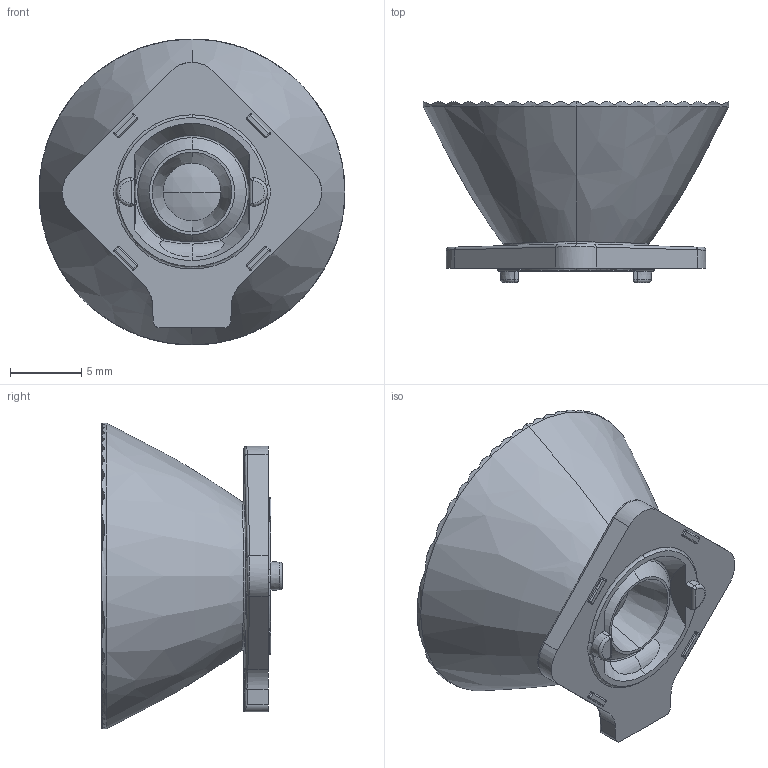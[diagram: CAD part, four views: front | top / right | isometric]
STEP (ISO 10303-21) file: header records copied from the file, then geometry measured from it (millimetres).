
FILE_DESCRIPTION (( 'STEP AP214' ), '1' );
FILE_NAME ('Ëèíçà ÀÌÒ-HB-D21-3535-13õ40_ÃÌ.STEP', '2024-08-14T09:39:10', ( '' ), ( '' ), 'SwSTEP 2.0', 'SolidWorks 2019', '' );
FILE_SCHEMA (( 'AUTOMOTIVE_DESIGN' ));
Length unit declared in the file: millimetre
Products named in the file (1): Ëèíçà ÀÌÒ-HB-D21-3535-13õ40_ÃÌ
Bounding box: 21.4 x 12.65 x 21.4 mm (x, y, z)
Volume: 2282.4 mm3; surface area: 1505.8 mm2
Topology: 1 solids, 1 shells, 251 faces, 639 edges, 397 vertices
Faces by surface type: cylinder 87, bspline 75, plane 38, sphere 22, torus 16, cone 13
Entity records: 11296 total; most frequent: CARTESIAN_POINT 4943, ORIENTED_EDGE 1278, DIRECTION 861, EDGE_CURVE 639, VERTEX_POINT 397, AXIS2_PLACEMENT_3D 313, EDGE_LOOP 258, ADVANCED_FACE 251
